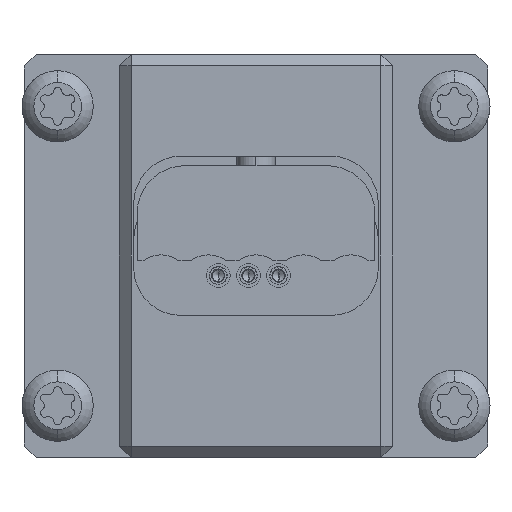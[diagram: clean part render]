
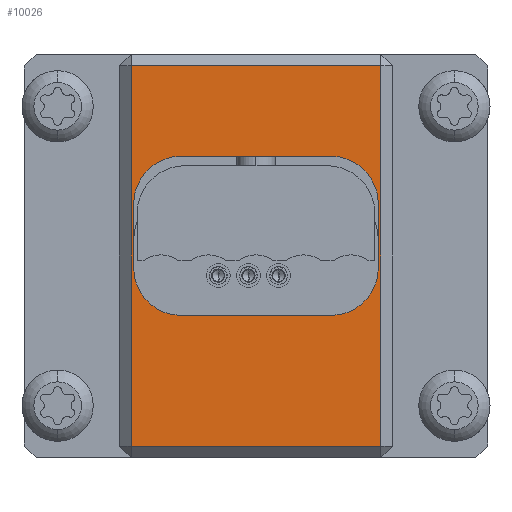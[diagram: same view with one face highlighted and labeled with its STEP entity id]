
A CAD part, front view. The second image highlights one B-rep face of the part: STEP entity #10026.
In plain terms, the highlighted planar face has unit normal (0, -1, 0).
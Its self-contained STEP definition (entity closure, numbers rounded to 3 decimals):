
#557 = VERTEX_POINT ( 'NONE', #8700 ) ;
#770 = AXIS2_PLACEMENT_3D ( 'NONE', #6441, #1469, #8967 ) ;
#962 = VERTEX_POINT ( 'NONE', #7754 ) ;
#1029 = CARTESIAN_POINT ( 'NONE',  ( -5.25, -16.67, -1.45 ) ) ;
#1180 = VERTEX_POINT ( 'NONE', #3494 ) ;
#1256 = VERTEX_POINT ( 'NONE', #3628 ) ;
#1469 = DIRECTION ( 'NONE',  ( 0., 1., 0. ) ) ;
#1576 = VECTOR ( 'NONE', #9580, 1000. ) ;
#1608 = FACE_BOUND ( 'NONE', #4163, .T. ) ;
#1632 = CARTESIAN_POINT ( 'NONE',  ( 3.15, -16.67, -3.95 ) ) ;
#1879 = ORIENTED_EDGE ( 'NONE', *, *, #11583, .T. ) ;
#1955 = DIRECTION ( 'NONE',  ( -1., 0., 0. ) ) ;
#2001 = LINE ( 'NONE', #2923, #2607 ) ;
#2097 = VERTEX_POINT ( 'NONE', #2852 ) ;
#2245 = CARTESIAN_POINT ( 'NONE',  ( 5.25, -16.67, -9.45 ) ) ;
#2521 = DIRECTION ( 'NONE',  ( -1., 0., 0. ) ) ;
#2607 = VECTOR ( 'NONE', #6748, 1000. ) ;
#2752 = CARTESIAN_POINT ( 'NONE',  ( -3.15, -16.67, 2.75 ) ) ;
#2779 = VECTOR ( 'NONE', #6475, 1000. ) ;
#2852 = CARTESIAN_POINT ( 'NONE',  ( 5.25, -16.67, 6.55 ) ) ;
#2890 = DIRECTION ( 'NONE',  ( 0., 0., 1. ) ) ;
#2923 = CARTESIAN_POINT ( 'NONE',  ( 5.15, -16.67, -0.75 ) ) ;
#3018 = EDGE_CURVE ( 'Defeature ausgef�hrt4_22+Defeature ausgef�hrt4_43+Defeature ausgef�hrt4_38+Defeature ausgef�hrt4_44', #6133, #4777, #7663, .T. ) ;
#3042 = DIRECTION ( 'NONE',  ( -1., 0., 0. ) ) ;
#3102 = EDGE_CURVE ( 'Defeature ausgef�hrt4_22+Defeature ausgef�hrt4_54+Defeature ausgef�hrt4_47+Defeature ausgef�hrt4_60', #11529, #1180, #8565, .T. ) ;
#3132 = AXIS2_PLACEMENT_3D ( 'NONE', #10947, #12074, #2521 ) ;
#3396 = EDGE_CURVE ( 'Defeature ausgef�hrt4_61+Defeature ausgef�hrt4_22+Defeature ausgef�hrt4_62+Defeature ausgef�hrt4_60', #11329, #4090, #5994, .T. ) ;
#3494 = CARTESIAN_POINT ( 'NONE',  ( -5.15, -16.67, 0.75 ) ) ;
#3628 = CARTESIAN_POINT ( 'NONE',  ( -5.25, -16.67, 6.55 ) ) ;
#3868 = CARTESIAN_POINT ( 'NONE',  ( 5.25, -16.67, -1.45 ) ) ;
#3921 = CIRCLE ( 'NONE', #3132, 2. ) ;
#4090 = VERTEX_POINT ( 'NONE', #2752 ) ;
#4163 = EDGE_LOOP ( 'NONE', ( #8011, #7791, #5155, #5861, #1879, #9617, #8460, #4653 ) ) ;
#4190 = ORIENTED_EDGE ( 'NONE', *, *, #3018, .T. ) ;
#4479 = DIRECTION ( 'NONE',  ( -1., 0., 0. ) ) ;
#4652 = DIRECTION ( 'NONE',  ( -1., 0., 0. ) ) ;
#4653 = ORIENTED_EDGE ( 'NONE', *, *, #9337, .T. ) ;
#4777 = VERTEX_POINT ( 'NONE', #2245 ) ;
#4787 = DIRECTION ( 'NONE',  ( 0., 1., 0. ) ) ;
#5155 = ORIENTED_EDGE ( 'NONE', *, *, #3396, .F. ) ;
#5362 = FACE_OUTER_BOUND ( 'NONE', #8216, .T. ) ;
#5679 = CARTESIAN_POINT ( 'NONE',  ( -5.15, -16.67, -0.75 ) ) ;
#5682 = CIRCLE ( 'NONE', #10402, 2. ) ;
#5760 = ORIENTED_EDGE ( 'NONE', *, *, #6473, .T. ) ;
#5772 = LINE ( 'NONE', #1029, #6877 ) ;
#5859 = DIRECTION ( 'NONE',  ( 0., -1., 0. ) ) ;
#5861 = ORIENTED_EDGE ( 'NONE', *, *, #7608, .F. ) ;
#5994 = LINE ( 'NONE', #9740, #10260 ) ;
#6064 = VERTEX_POINT ( 'NONE', #6177 ) ;
#6088 = DIRECTION ( 'NONE',  ( -1., 0., 0. ) ) ;
#6133 = VERTEX_POINT ( 'NONE', #6289 ) ;
#6177 = CARTESIAN_POINT ( 'NONE',  ( -3.15, -16.67, -3.95 ) ) ;
#6241 = VECTOR ( 'NONE', #6088, 1000. ) ;
#6289 = CARTESIAN_POINT ( 'NONE',  ( -5.25, -16.67, -9.45 ) ) ;
#6303 = CIRCLE ( 'NONE', #10047, 2. ) ;
#6441 = CARTESIAN_POINT ( 'NONE',  ( 3.15, -16.67, -1.95 ) ) ;
#6460 = CARTESIAN_POINT ( 'NONE',  ( 0., -16.67, -1.45 ) ) ;
#6473 = EDGE_CURVE ( 'Defeature ausgef�hrt4_22+Defeature ausgef�hrt4_39+Defeature ausgef�hrt4_44+Defeature ausgef�hrt4_38', #2097, #1256, #8159, .T. ) ;
#6475 = DIRECTION ( 'NONE',  ( 0., 0., 1. ) ) ;
#6635 = EDGE_CURVE ( 'Defeature ausgef�hrt4_22+Defeature ausgef�hrt4_48+Defeature ausgef�hrt4_49+Defeature ausgef�hrt4_47', #7015, #6064, #10996, .T. ) ;
#6748 = DIRECTION ( 'NONE',  ( 0., 0., -1. ) ) ;
#6809 = DIRECTION ( 'NONE',  ( 0., 0., -1. ) ) ;
#6840 = DIRECTION ( 'NONE',  ( -1., 0., 0. ) ) ;
#6877 = VECTOR ( 'NONE', #6809, 1000. ) ;
#7015 = VERTEX_POINT ( 'NONE', #1632 ) ;
#7127 = ORIENTED_EDGE ( 'NONE', *, *, #8183, .T. ) ;
#7301 = EDGE_CURVE ( 'Defeature ausgef�hrt4_60+Defeature ausgef�hrt4_22+Defeature ausgef�hrt4_61+Defeature ausgef�hrt4_54', #4090, #1180, #5682, .T. ) ;
#7608 = EDGE_CURVE ( 'Defeature ausgef�hrt4_62+Defeature ausgef�hrt4_22+Defeature ausgef�hrt4_50+Defeature ausgef�hrt4_61', #962, #11329, #3921, .T. ) ;
#7663 = LINE ( 'NONE', #10445, #1576 ) ;
#7754 = CARTESIAN_POINT ( 'NONE',  ( 5.15, -16.67, 0.75 ) ) ;
#7791 = ORIENTED_EDGE ( 'NONE', *, *, #7301, .F. ) ;
#7930 = CARTESIAN_POINT ( 'NONE',  ( 3.15, -16.67, 2.75 ) ) ;
#8011 = ORIENTED_EDGE ( 'NONE', *, *, #3102, .T. ) ;
#8126 = DIRECTION ( 'NONE',  ( 0., 1., 0. ) ) ;
#8159 = LINE ( 'NONE', #9907, #6241 ) ;
#8183 = EDGE_CURVE ( 'Defeature ausgef�hrt4_22+Defeature ausgef�hrt4_38+Defeature ausgef�hrt4_39+Defeature ausgef�hrt4_43', #1256, #6133, #5772, .T. ) ;
#8216 = EDGE_LOOP ( 'NONE', ( #7127, #4190, #11215, #5760 ) ) ;
#8232 = CIRCLE ( 'NONE', #770, 2. ) ;
#8349 = CARTESIAN_POINT ( 'NONE',  ( 3.15, -16.67, -3.95 ) ) ;
#8460 = ORIENTED_EDGE ( 'NONE', *, *, #6635, .T. ) ;
#8542 = LINE ( 'NONE', #3868, #8867 ) ;
#8565 = LINE ( 'NONE', #5679, #2779 ) ;
#8700 = CARTESIAN_POINT ( 'NONE',  ( 5.15, -16.67, -1.95 ) ) ;
#8867 = VECTOR ( 'NONE', #2890, 1000. ) ;
#8967 = DIRECTION ( 'NONE',  ( -1., 0., 0. ) ) ;
#9319 = EDGE_CURVE ( 'Defeature ausgef�hrt4_22+Defeature ausgef�hrt4_49+Defeature ausgef�hrt4_50+Defeature ausgef�hrt4_48', #557, #7015, #8232, .T. ) ;
#9337 = EDGE_CURVE ( 'Defeature ausgef�hrt4_22+Defeature ausgef�hrt4_47+Defeature ausgef�hrt4_48+Defeature ausgef�hrt4_54', #6064, #11529, #6303, .T. ) ;
#9344 = EDGE_CURVE ( 'Defeature ausgef�hrt4_22+Defeature ausgef�hrt4_44+Defeature ausgef�hrt4_43+Defeature ausgef�hrt4_39', #4777, #2097, #8542, .T. ) ;
#9378 = CARTESIAN_POINT ( 'NONE',  ( -5.15, -16.67, -1.95 ) ) ;
#9580 = DIRECTION ( 'NONE',  ( 1., 0., 0. ) ) ;
#9595 = VECTOR ( 'NONE', #4652, 1000. ) ;
#9617 = ORIENTED_EDGE ( 'NONE', *, *, #9319, .T. ) ;
#9642 = AXIS2_PLACEMENT_3D ( 'NONE', #6460, #8126, #4479 ) ;
#9740 = CARTESIAN_POINT ( 'NONE',  ( -3.15, -16.67, 2.75 ) ) ;
#9907 = CARTESIAN_POINT ( 'NONE',  ( 0., -16.67, 6.55 ) ) ;
#10026 = ADVANCED_FACE ( 'Defeature ausgef�hrt4_22', ( #1608, #5362 ), #11022, .F. ) ;
#10047 = AXIS2_PLACEMENT_3D ( 'NONE', #11268, #4787, #1955 ) ;
#10260 = VECTOR ( 'NONE', #6840, 1000. ) ;
#10402 = AXIS2_PLACEMENT_3D ( 'NONE', #10541, #5859, #3042 ) ;
#10445 = CARTESIAN_POINT ( 'NONE',  ( 0., -16.67, -9.45 ) ) ;
#10541 = CARTESIAN_POINT ( 'NONE',  ( -3.15, -16.67, 0.75 ) ) ;
#10947 = CARTESIAN_POINT ( 'NONE',  ( 3.15, -16.67, 0.75 ) ) ;
#10996 = LINE ( 'NONE', #8349, #9595 ) ;
#11022 = PLANE ( 'NONE',  #9642 ) ;
#11215 = ORIENTED_EDGE ( 'NONE', *, *, #9344, .T. ) ;
#11268 = CARTESIAN_POINT ( 'NONE',  ( -3.15, -16.67, -1.95 ) ) ;
#11329 = VERTEX_POINT ( 'NONE', #7930 ) ;
#11529 = VERTEX_POINT ( 'NONE', #9378 ) ;
#11583 = EDGE_CURVE ( 'Defeature ausgef�hrt4_22+Defeature ausgef�hrt4_50+Defeature ausgef�hrt4_62+Defeature ausgef�hrt4_49', #962, #557, #2001, .T. ) ;
#12074 = DIRECTION ( 'NONE',  ( 0., -1., 0. ) ) ;
